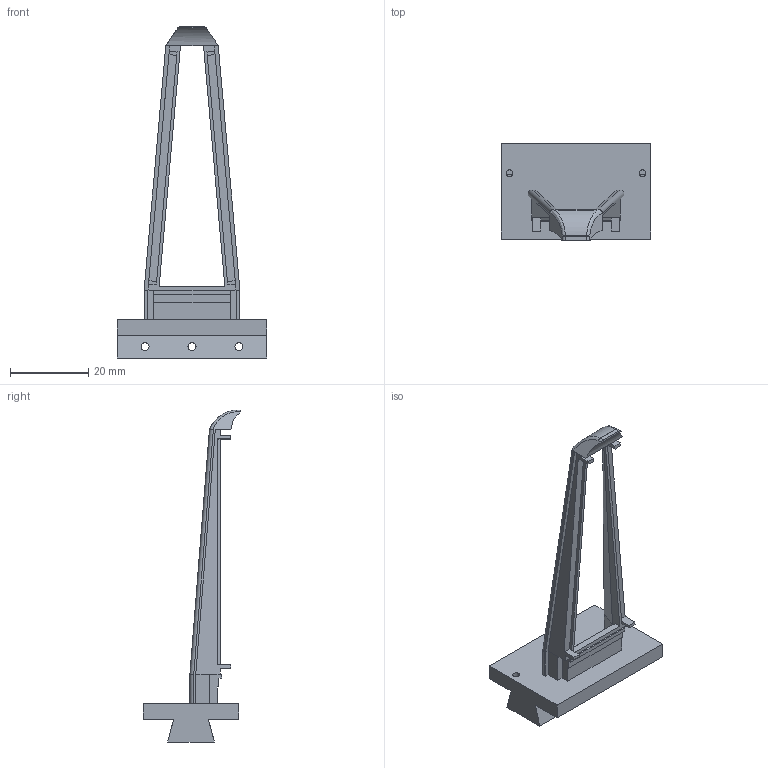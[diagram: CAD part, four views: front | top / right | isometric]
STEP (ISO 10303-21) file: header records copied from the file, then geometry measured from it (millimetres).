
FILE_DESCRIPTION (( 'STEP AP214' ), '1' );
FILE_NAME ('one_finger_backing.STEP', '2025-03-10T22:08:39', ( '' ), ( '' ), 'SwSTEP 2.0', 'SolidWorks 2024', '' );
FILE_SCHEMA (( 'AUTOMOTIVE_DESIGN' ));
Length unit declared in the file: millimetre
Products named in the file (1): one_finger_backing
Bounding box: 38.1 x 24.9 x 84.8 mm (x, y, z)
Volume: 7966.9 mm3; surface area: 6240.9 mm2
Topology: 1 solids, 1 shells, 107 faces, 288 edges, 182 vertices
Faces by surface type: plane 78, cylinder 23, bspline 4, sphere 2
Entity records: 3493 total; most frequent: CARTESIAN_POINT 870, ORIENTED_EDGE 576, DIRECTION 486, EDGE_CURVE 288, VECTOR 218, LINE 218, VERTEX_POINT 182, AXIS2_PLACEMENT_3D 134
